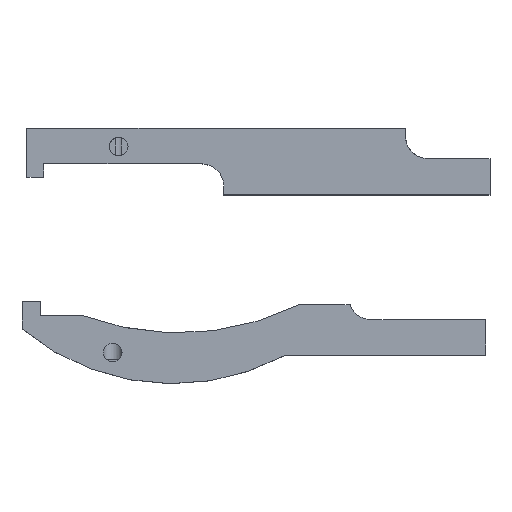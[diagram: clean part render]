
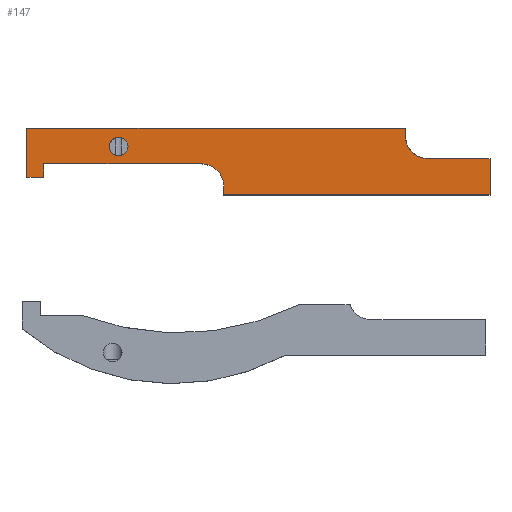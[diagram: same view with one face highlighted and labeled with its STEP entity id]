
A CAD part, top view. The second image highlights one B-rep face of the part: STEP entity #147.
In plain terms, the highlighted planar face has unit normal (0, 0, 1).
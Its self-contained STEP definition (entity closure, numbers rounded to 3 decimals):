
#90=FACE_BOUND('',#267,.T.);
#91=FACE_BOUND('',#268,.T.);
#147=ADVANCED_FACE('',(#90,#91),#185,.T.);
#185=PLANE('',#922);
#267=EDGE_LOOP('',(#478));
#268=EDGE_LOOP('',(#479,#480,#481,#482,#483,#484,#485,#486,#487,#488,#489,
#490));
#301=CIRCLE('',#901,2.1);
#309=CIRCLE('',#920,5.);
#310=CIRCLE('',#921,5.);
#478=ORIENTED_EDGE('',*,*,#666,.F.);
#479=ORIENTED_EDGE('',*,*,#677,.T.);
#480=ORIENTED_EDGE('',*,*,#707,.T.);
#481=ORIENTED_EDGE('',*,*,#708,.T.);
#482=ORIENTED_EDGE('',*,*,#679,.T.);
#483=ORIENTED_EDGE('',*,*,#684,.T.);
#484=ORIENTED_EDGE('',*,*,#692,.T.);
#485=ORIENTED_EDGE('',*,*,#709,.T.);
#486=ORIENTED_EDGE('',*,*,#693,.T.);
#487=ORIENTED_EDGE('',*,*,#699,.T.);
#488=ORIENTED_EDGE('',*,*,#702,.T.);
#489=ORIENTED_EDGE('',*,*,#667,.T.);
#490=ORIENTED_EDGE('',*,*,#671,.T.);
#575=VERTEX_POINT('',#1356);
#576=VERTEX_POINT('',#1359);
#577=VERTEX_POINT('',#1360);
#580=VERTEX_POINT('',#1368);
#584=VERTEX_POINT('',#1378);
#586=VERTEX_POINT('',#1383);
#587=VERTEX_POINT('',#1385);
#591=VERTEX_POINT('',#1395);
#597=VERTEX_POINT('',#1409);
#598=VERTEX_POINT('',#1413);
#599=VERTEX_POINT('',#1414);
#604=VERTEX_POINT('',#1438);
#607=VERTEX_POINT('',#1452);
#666=EDGE_CURVE('',#575,#575,#301,.T.);
#667=EDGE_CURVE('',#576,#577,#755,.T.);
#671=EDGE_CURVE('',#577,#580,#759,.T.);
#677=EDGE_CURVE('',#580,#584,#764,.T.);
#679=EDGE_CURVE('',#587,#586,#766,.T.);
#684=EDGE_CURVE('',#586,#591,#769,.T.);
#692=EDGE_CURVE('',#591,#597,#775,.T.);
#693=EDGE_CURVE('',#598,#599,#776,.T.);
#699=EDGE_CURVE('',#599,#604,#781,.T.);
#702=EDGE_CURVE('',#604,#576,#784,.T.);
#707=EDGE_CURVE('',#584,#607,#309,.T.);
#708=EDGE_CURVE('',#607,#587,#787,.T.);
#709=EDGE_CURVE('',#597,#598,#310,.T.);
#755=LINE('',#1358,#823);
#759=LINE('',#1367,#827);
#764=LINE('',#1379,#832);
#766=LINE('',#1384,#834);
#769=LINE('',#1394,#837);
#775=LINE('',#1410,#843);
#776=LINE('',#1412,#844);
#781=LINE('',#1437,#849);
#784=LINE('',#1443,#852);
#787=LINE('',#1453,#855);
#823=VECTOR('',#1065,1.);
#827=VECTOR('',#1071,1.);
#832=VECTOR('',#1080,1.);
#834=VECTOR('',#1084,1.);
#837=VECTOR('',#1093,1.);
#843=VECTOR('',#1105,1.);
#844=VECTOR('',#1108,1.);
#849=VECTOR('',#1115,1.);
#852=VECTOR('',#1120,1.);
#855=VECTOR('',#1133,1.);
#901=AXIS2_PLACEMENT_3D('',#1355,#1061,#1062);
#920=AXIS2_PLACEMENT_3D('',#1451,#1131,#1132);
#921=AXIS2_PLACEMENT_3D('',#1454,#1134,#1135);
#922=AXIS2_PLACEMENT_3D('',#1455,#1136,#1137);
#1061=DIRECTION('',(0.,0.,1.));
#1062=DIRECTION('',(1.,0.,0.));
#1065=DIRECTION('',(1.,0.,0.));
#1071=DIRECTION('',(0.,1.,0.));
#1080=DIRECTION('',(1.,0.,0.));
#1084=DIRECTION('',(1.,0.,0.));
#1093=DIRECTION('',(0.,1.,0.));
#1105=DIRECTION('',(-1.,0.,0.));
#1108=DIRECTION('',(0.,1.,0.));
#1115=DIRECTION('',(-1.,0.,0.));
#1120=DIRECTION('',(0.,-1.,0.));
#1131=DIRECTION('',(0.,0.,-1.));
#1132=DIRECTION('',(1.,0.,0.));
#1133=DIRECTION('',(0.,-1.,0.));
#1134=DIRECTION('',(0.,0.,-1.));
#1135=DIRECTION('',(1.,0.,0.));
#1136=DIRECTION('',(0.,0.,1.));
#1137=DIRECTION('',(-1.,0.,0.));
#1355=CARTESIAN_POINT('',(-115.465,24.908,23.5));
#1356=CARTESIAN_POINT('',(-113.365,24.908,23.5));
#1358=CARTESIAN_POINT('',(-136.113,18.,23.5));
#1359=CARTESIAN_POINT('',(-136.113,18.,23.5));
#1360=CARTESIAN_POINT('',(-132.334,18.,23.5));
#1367=CARTESIAN_POINT('',(-132.334,18.,23.5));
#1368=CARTESIAN_POINT('',(-132.334,21.,23.5));
#1378=CARTESIAN_POINT('',(-96.834,21.,23.5));
#1379=CARTESIAN_POINT('',(-132.334,21.,23.5));
#1383=CARTESIAN_POINT('',(-32.,14.,23.5));
#1384=CARTESIAN_POINT('',(-51.,14.,23.5));
#1385=CARTESIAN_POINT('',(-91.834,14.,23.5));
#1394=CARTESIAN_POINT('',(-32.,14.,23.5));
#1395=CARTESIAN_POINT('',(-32.,22.183,23.5));
#1409=CARTESIAN_POINT('',(-46.,22.183,23.5));
#1410=CARTESIAN_POINT('',(-32.,22.183,23.5));
#1412=CARTESIAN_POINT('',(-51.,22.183,23.5));
#1413=CARTESIAN_POINT('',(-51.,27.183,23.5));
#1414=CARTESIAN_POINT('',(-51.,29.,23.5));
#1437=CARTESIAN_POINT('',(-132.334,29.,23.5));
#1438=CARTESIAN_POINT('',(-136.113,29.,23.5));
#1443=CARTESIAN_POINT('',(-136.113,29.,23.5));
#1451=CARTESIAN_POINT('',(-96.834,16.,23.5));
#1452=CARTESIAN_POINT('',(-91.834,16.,23.5));
#1453=CARTESIAN_POINT('',(-91.834,26.,23.5));
#1454=CARTESIAN_POINT('',(-46.,27.183,23.5));
#1455=CARTESIAN_POINT('',(0.,0.,23.5));
